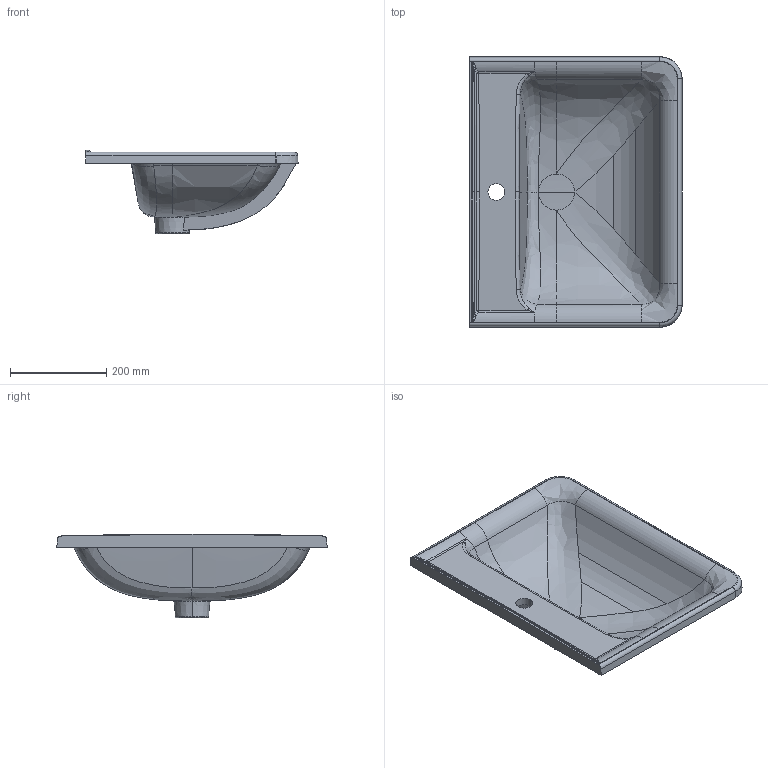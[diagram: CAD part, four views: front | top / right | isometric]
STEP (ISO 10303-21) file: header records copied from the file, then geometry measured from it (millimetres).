
FILE_DESCRIPTION(('CATIA V5 STEP'),'2;1');
FILE_NAME('HY13961BIM.stp','2016-09-23T06:58:43+00:00',('none'),('none'),'CATIA Version 5 Release 19 SP 9 (IN-10)','CATIA V5 STEP AP203','none');
FILE_SCHEMA(('CONFIG_CONTROL_DESIGN'));
Products named in the file (1): HY13961BIM
Bounding box: 441 x 562 x 174 mm (x, y, z)
Volume: 4642508.3 mm3; surface area: 703932.5 mm2
Topology: 1 solids, 1 shells, 112 faces, 305 edges, 190 vertices
Faces by surface type: bspline 60, cylinder 25, plane 12, extrusion 7, torus 4, sphere 2, cone 2
Entity records: 55362 total; most frequent: CARTESIAN_POINT 53137, ORIENTED_EDGE 598, EDGE_CURVE 299, B_SPLINE_CURVE_WITH_KNOTS 204, VERTEX_POINT 190, DIRECTION 187, EDGE_LOOP 115, ADVANCED_FACE 112
